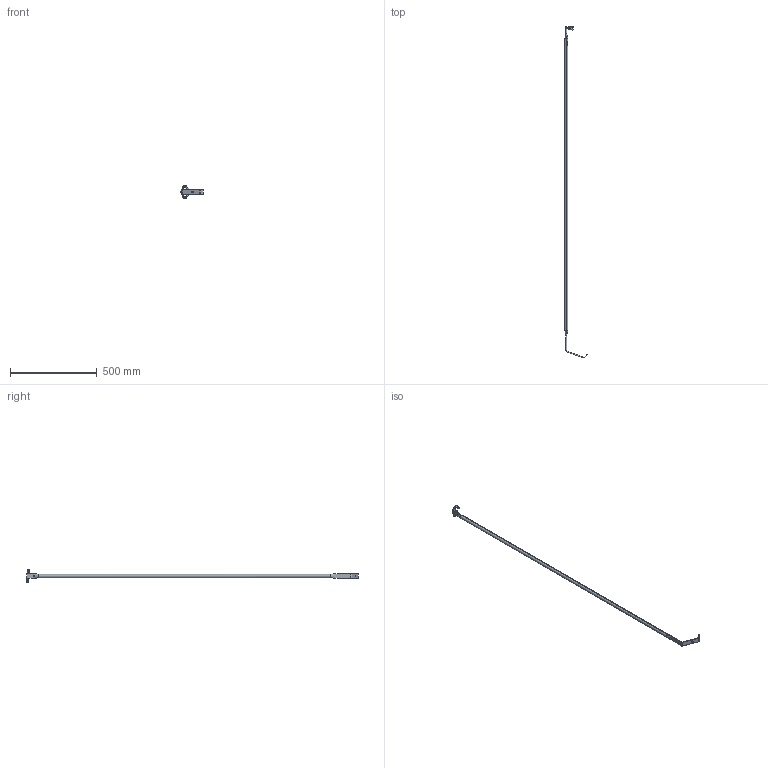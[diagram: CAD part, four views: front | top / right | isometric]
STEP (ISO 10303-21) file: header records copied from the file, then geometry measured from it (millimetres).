
FILE_DESCRIPTION (( 'STEP AP203' ), '1' );
FILE_NAME ('T60600.STEP', '2018-08-14T11:05:00', ( '' ), ( '' ), 'SwSTEP 2.0', 'SolidWorks 2016', '' );
FILE_SCHEMA (( 'CONFIG_CONTROL_DESIGN' ));
Length unit declared in the file: millimetre
Products named in the file (4): B0004; TH760; TH2799; T60600
Assembly tree (3 placements, depth 2):
  T60600
    TH2799
    TH760
    B0004
Bounding box: 130.92 x 1914.97 x 75 mm (x, y, z)
Volume: 182531.9 mm3; surface area: 223976.5 mm2
Topology: 3 solids, 3 shells, 225 faces, 607 edges, 394 vertices
Faces by surface type: plane 79, cylinder 66, bspline 64, torus 12, cone 4
Entity records: 27093 total; most frequent: CARTESIAN_POINT 21484, ORIENTED_EDGE 1214, DIRECTION 876, EDGE_CURVE 607, VERTEX_POINT 394, AXIS2_PLACEMENT_3D 296, VECTOR 284, LINE 284
